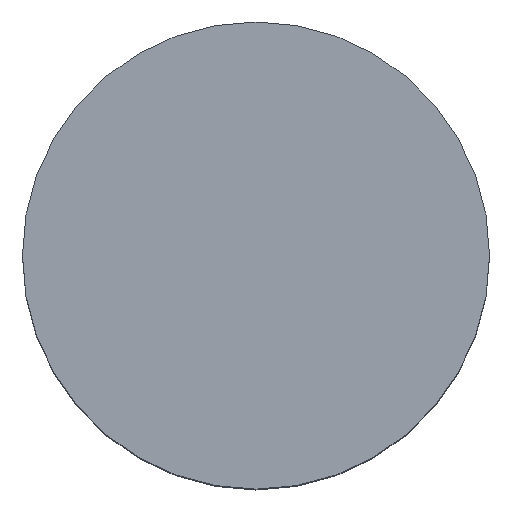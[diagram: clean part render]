
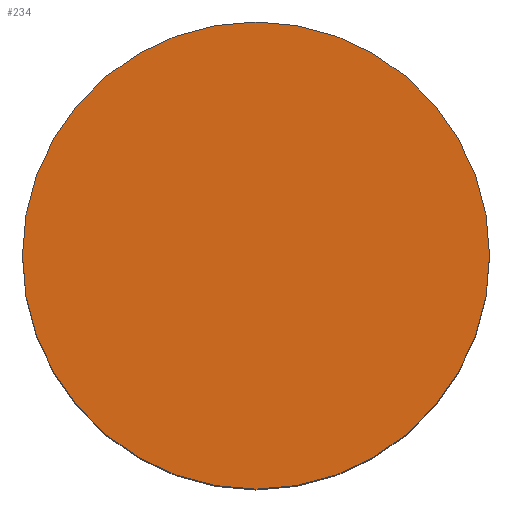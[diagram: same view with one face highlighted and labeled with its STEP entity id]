
A CAD part, top view. The second image highlights one B-rep face of the part: STEP entity #234.
In plain terms, the highlighted planar face has unit normal (0, 0, 1).
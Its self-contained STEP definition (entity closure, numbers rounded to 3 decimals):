
#71=CARTESIAN_POINT('',(0.,0.,26.));
#72=DIRECTION('',(0.,0.,1.));
#73=DIRECTION('',(1.,0.,0.));
#74=AXIS2_PLACEMENT_3D('',#71,#72,#73);
#76=CARTESIAN_POINT('',(0.,0.,26.));
#77=DIRECTION('',(0.,0.,1.));
#78=DIRECTION('',(-1.,0.,0.));
#79=AXIS2_PLACEMENT_3D('',#76,#77,#78);
#85=CARTESIAN_POINT('',(25.,0.,26.));
#86=CARTESIAN_POINT('',(-25.,0.,26.));
#87=VERTEX_POINT('',#85);
#88=VERTEX_POINT('',#86);
#224=CARTESIAN_POINT('',(0.,0.,26.));
#225=DIRECTION('',(0.,0.,1.));
#226=DIRECTION('',(1.,0.,0.));
#227=AXIS2_PLACEMENT_3D('',#224,#225,#226);
#228=PLANE('',#227);
#229=ORIENTED_EDGE('',*,*,#214,.F.);
#231=ORIENTED_EDGE('',*,*,#230,.F.);
#232=EDGE_LOOP('',(#229,#231));
#233=FACE_OUTER_BOUND('',#232,.F.);
#75=CIRCLE('',#74,25.);
#80=CIRCLE('',#79,25.);
#214=EDGE_CURVE('',#87,#88,#75,.T.);
#230=EDGE_CURVE('',#88,#87,#80,.T.);
#234=ADVANCED_FACE('',(#233),#228,.T.);
